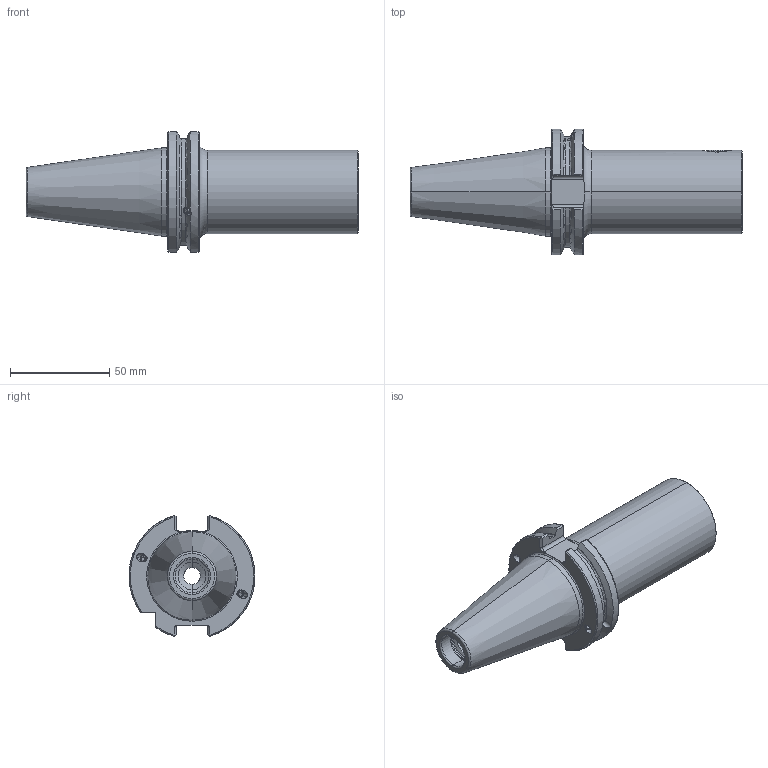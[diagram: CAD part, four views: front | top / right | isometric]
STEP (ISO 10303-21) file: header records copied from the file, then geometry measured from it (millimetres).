
FILE_DESCRIPTION (( 'STEP AP203' ), '1' );
FILE_NAME ('102.425.422.STEP', '2018-03-09T14:24:48', ( 'SWIAdmin' ), ( 'Hewlett-Packard Company' ), 'SwSTEP 2.0', 'SolidWorks 2017', '' );
FILE_SCHEMA (( 'CONFIG_CONTROL_DESIGN' ));
Length unit declared in the file: millimetre
Products named in the file (5): SB4-MB4.K01.099_D_mit Bundk”lung; KVT_MB_600_040; MB4-ER1.001.013_A; 102.425.422; ISO 4026 - M4 x 5_PreviewCfg
Assembly tree (6 placements, depth 2):
  102.425.422
    SB4-MB4.K01.099_D_mit Bundk”lung
    MB4-ER1.001.013_A
    ISO 4026 - M4 x 5_PreviewCfg  x2
    KVT_MB_600_040  x2
Bounding box: 167.35 x 63.5 x 60.94 mm (x, y, z)
Volume: 198460.1 mm3; surface area: 35215.7 mm2
Topology: 8 solids, 8 shells, 303 faces, 741 edges, 445 vertices
Faces by surface type: cone 101, cylinder 88, plane 80, torus 30, sphere 4
Entity records: 8773 total; most frequent: CARTESIAN_POINT 2219, DIRECTION 1271, ORIENTED_EDGE 1266, EDGE_CURVE 633, AXIS2_PLACEMENT_3D 505, VERTEX_POINT 386, EDGE_LOOP 271, LINE 261
